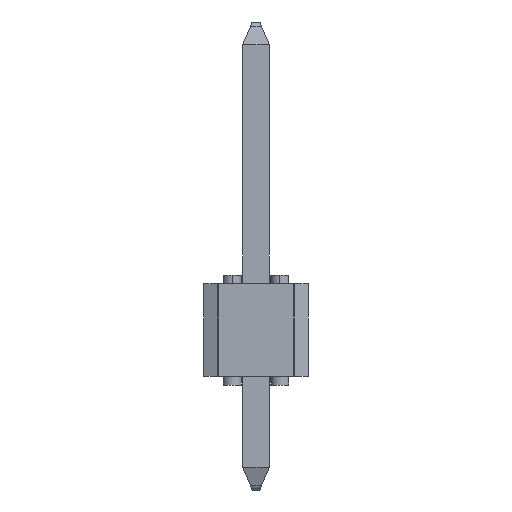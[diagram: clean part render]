
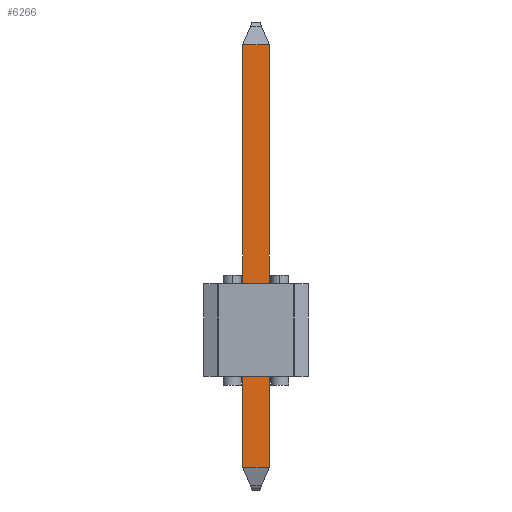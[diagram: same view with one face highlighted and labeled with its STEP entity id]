
A CAD part, left-side view. The second image highlights one B-rep face of the part: STEP entity #6266.
In plain terms, the highlighted face is planar.
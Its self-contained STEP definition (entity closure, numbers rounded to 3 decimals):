
#6049=DIRECTION('',(1.,0.,0.));
#6050=VECTOR('',#6049,0.617);
#6051=CARTESIAN_POINT('',(-0.309,5.895,0.617));
#6052=LINE('147',#6051,#6050);
#6053=DIRECTION('',(0.,1.,0.));
#6054=VECTOR('',#6053,9.74);
#6055=CARTESIAN_POINT('',(0.309,-3.845,0.617));
#6056=LINE('149',#6055,#6054);
#6057=DIRECTION('',(1.,0.,0.));
#6058=VECTOR('',#6057,0.617);
#6059=CARTESIAN_POINT('',(-0.309,-3.845,0.617));
#6060=LINE('692',#6059,#6058);
#6061=DIRECTION('',(0.,-1.,0.));
#6062=VECTOR('',#6061,9.74);
#6063=CARTESIAN_POINT('',(-0.309,5.895,0.617));
#6064=LINE('148',#6063,#6062);
#6139=CARTESIAN_POINT('',(-0.309,5.895,0.617));
#6141=VERTEX_POINT('',#6139);
#6145=CARTESIAN_POINT('',(0.309,5.895,0.617));
#6147=VERTEX_POINT('',#6145);
#6153=CARTESIAN_POINT('',(-0.309,-3.845,0.617));
#6154=VERTEX_POINT('',#6153);
#6155=CARTESIAN_POINT('',(0.309,-3.845,0.617));
#6156=VERTEX_POINT('',#6155);
#6253=CARTESIAN_POINT('',(0.,0.,0.617));
#6254=DIRECTION('',(0.,0.,1.));
#6255=DIRECTION('',(1.,0.,0.));
#6256=AXIS2_PLACEMENT_3D('',#6253,#6254,#6255);
#6257=PLANE('32',#6256);
#6259=ORIENTED_EDGE('147',*,*,#6258,.T.);
#6260=ORIENTED_EDGE('149',*,*,#6218,.F.);
#6261=ORIENTED_EDGE('692',*,*,#6243,.F.);
#6263=ORIENTED_EDGE('148',*,*,#6262,.F.);
#6264=EDGE_LOOP('32',(#6259,#6260,#6261,#6263));
#6265=FACE_OUTER_BOUND('32',#6264,.F.);
#6266=ADVANCED_FACE('32',(#6265),#6257,.T.);
#6218=EDGE_CURVE('149',#6156,#6147,#6056,.T.);
#6243=EDGE_CURVE('692',#6154,#6156,#6060,.T.);
#6258=EDGE_CURVE('147',#6141,#6147,#6052,.T.);
#6262=EDGE_CURVE('148',#6141,#6154,#6064,.T.);
